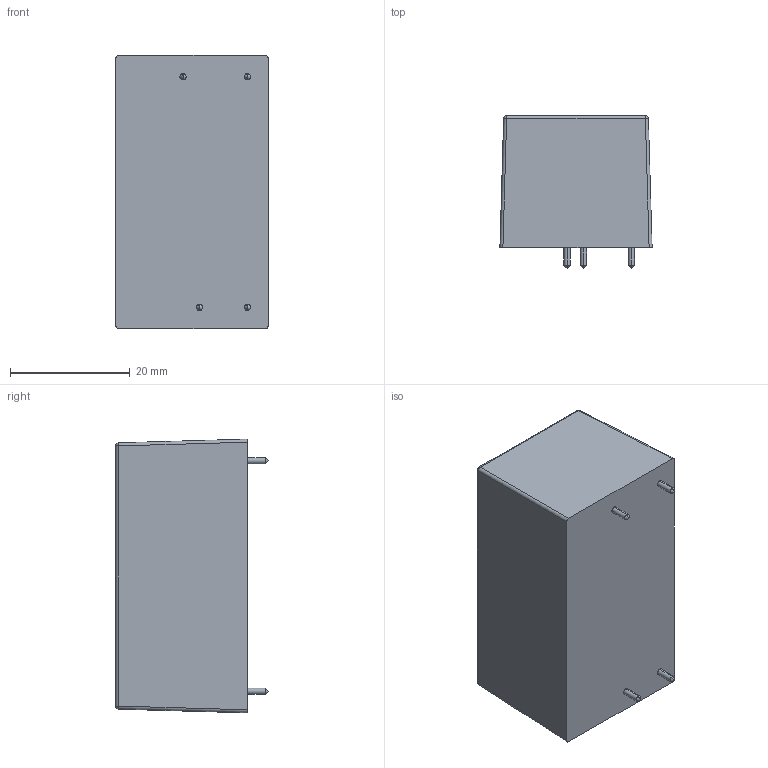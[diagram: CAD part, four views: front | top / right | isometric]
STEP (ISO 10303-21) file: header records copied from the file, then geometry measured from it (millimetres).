
FILE_DESCRIPTION (( 'STEP AP214' ), '1' );
FILE_NAME ('IRM-10-12.STEP', '2023-01-16T20:19:10', ( 'ADMIN' ), ( '' ), 'SwSTEP 2.0', 'SolidWorks 2016', '' );
FILE_SCHEMA (( 'AUTOMOTIVE_DESIGN' ));
Length unit declared in the file: millimetre
Products named in the file (1): IRM-10-12
Bounding box: 25.4 x 25.55 x 45.7 mm (x, y, z)
Volume: 24534.3 mm3; surface area: 5401.3 mm2
Topology: 11 solids, 11 shells, 1294 faces, 3394 edges, 2252 vertices
Faces by surface type: plane 850, bspline 408, cylinder 24, cone 8, sphere 4
Entity records: 42735 total; most frequent: CARTESIAN_POINT 11755, ORIENTED_EDGE 6772, DIRECTION 4384, EDGE_CURVE 3386, VECTOR 2522, LINE 2522, VERTEX_POINT 2252, EDGE_LOOP 1434
